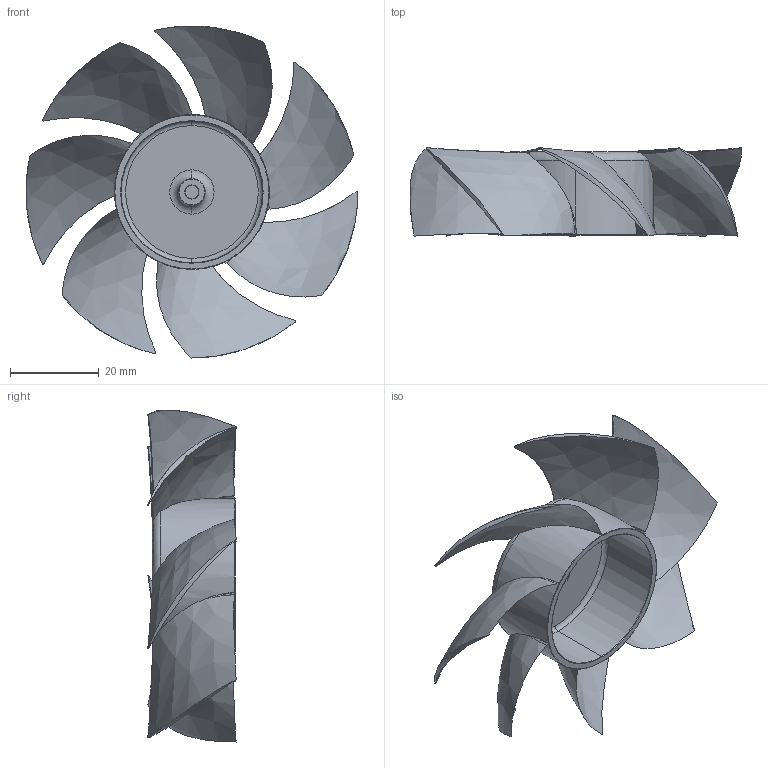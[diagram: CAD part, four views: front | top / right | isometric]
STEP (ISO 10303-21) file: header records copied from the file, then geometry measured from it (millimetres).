
FILE_DESCRIPTION(('FreeCAD Model'),'2;1');
FILE_NAME('Open CASCADE Shape Model','2025-04-17T19:36:08',(''),(''), 'Open CASCADE STEP processor 7.7','FreeCAD','Unknown');
FILE_SCHEMA(('AUTOMOTIVE_DESIGN { 1 0 10303 214 1 1 1 1 }'));
Length unit declared in the file: millimetre
Products named in the file (1): Part2 of fan
Bounding box: 74.94 x 19.94 x 75 mm (x, y, z)
Volume: 8371.4 mm3; surface area: 14236 mm2
Topology: 1 solids, 1 shells, 76 faces, 194 edges, 123 vertices
Faces by surface type: bspline 42, cylinder 15, torus 14, plane 5
Entity records: 10130 total; most frequent: CARTESIAN_POINT 8634, ORIENTED_EDGE 388, EDGE_CURVE 194, DIRECTION 176, B_SPLINE_CURVE_WITH_KNOTS 137, VERTEX_POINT 123, AXIS2_PLACEMENT_3D 84, FACE_BOUND 79
